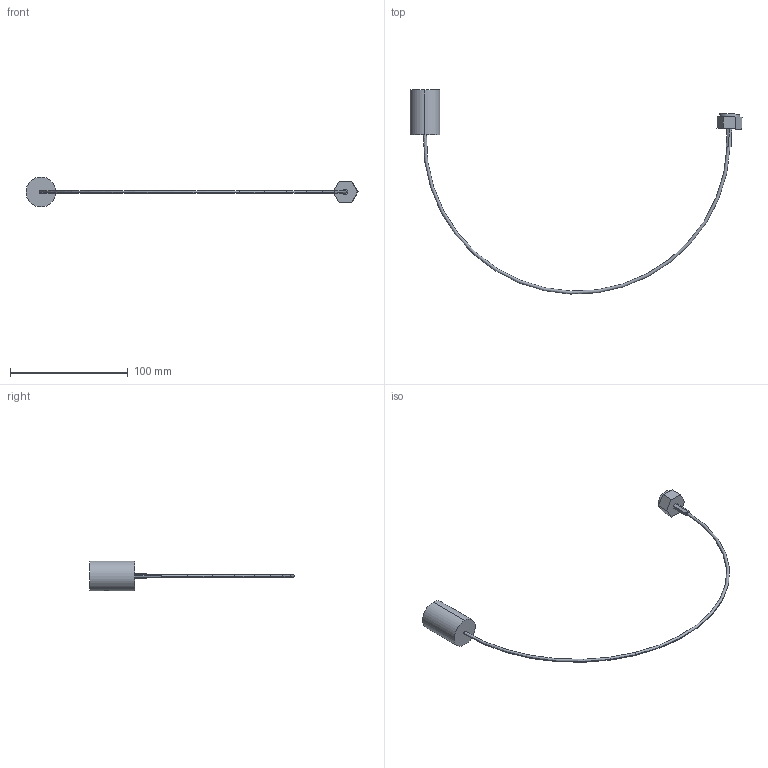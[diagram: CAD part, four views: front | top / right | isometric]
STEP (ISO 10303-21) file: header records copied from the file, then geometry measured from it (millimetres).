
FILE_DESCRIPTION (( 'STEP AP203' ), '1' );
FILE_NAME ('A7303-5-CN.STEP', '2013-11-19T12:58:23', ( '' ), ( '' ), 'SwSTEP 2.0', 'SolidWorks 2012', '' );
FILE_SCHEMA (( 'CONFIG_CONTROL_DESIGN' ));
Length unit declared in the file: inch
Products named in the file (1): A7303-5-CN
Bounding box: 282.2 x 173.47 x 25.4 mm (x, y, z)
Volume: 19005 mm3; surface area: 10674.9 mm2
Topology: 1 solids, 1 shells, 71 faces, 191 edges, 122 vertices
Faces by surface type: plane 38, cylinder 26, torus 3, sphere 2, cone 2
Entity records: 2531 total; most frequent: CARTESIAN_POINT 693, ORIENTED_EDGE 376, DIRECTION 360, EDGE_CURVE 188, AXIS2_PLACEMENT_3D 129, VERTEX_POINT 120, VECTOR 102, LINE 102
